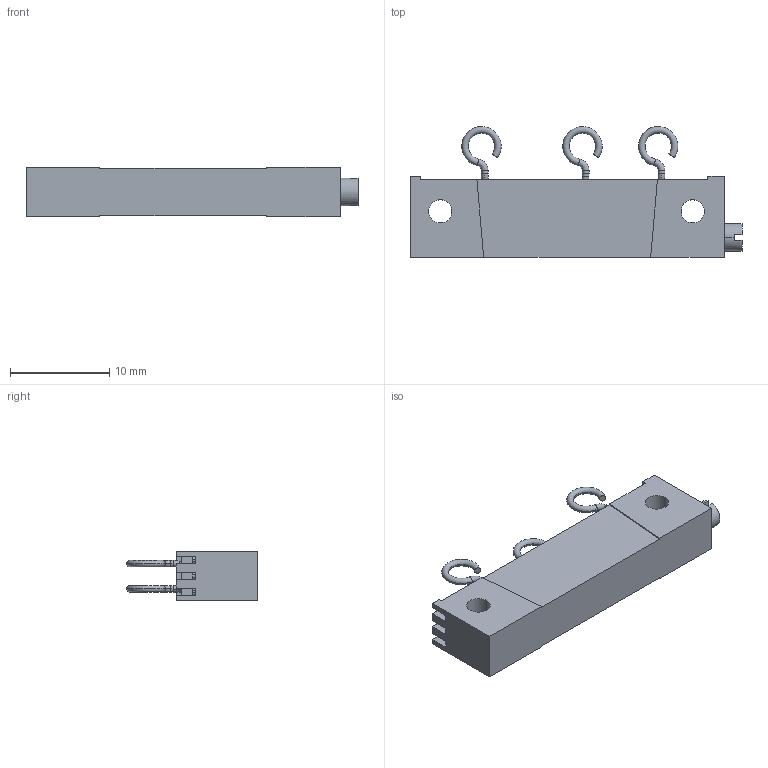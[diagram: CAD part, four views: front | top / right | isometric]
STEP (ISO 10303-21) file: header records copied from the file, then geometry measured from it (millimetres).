
FILE_DESCRIPTION((''),'2;1');
FILE_NAME('78S_SW1','2011-12-15T',('BMozley'),(''),'PRO/ENGINEER BY PARAMETRIC TECHNOLOGY CORPORATION, 2011370','PRO/ENGINEER BY PARAMETRIC TECHNOLOGY CORPORATION, 2011370','');
FILE_SCHEMA(('CONFIG_CONTROL_DESIGN'));
Length unit declared in the file: inch
Products named in the file (1): 78S_SW1
Bounding box: 33.4 x 13.15 x 4.98 mm (x, y, z)
Volume: 1157.1 mm3; surface area: 1063.9 mm2
Topology: 1 solids, 1 shells, 118 faces, 292 edges, 182 vertices
Faces by surface type: plane 57, cylinder 35, torus 18, sphere 6, cone 2
Entity records: 3665 total; most frequent: CARTESIAN_POINT 764, DIRECTION 617, ORIENTED_EDGE 582, EDGE_CURVE 291, AXIS2_PLACEMENT_3D 221, VERTEX_POINT 182, VECTOR 175, LINE 175
